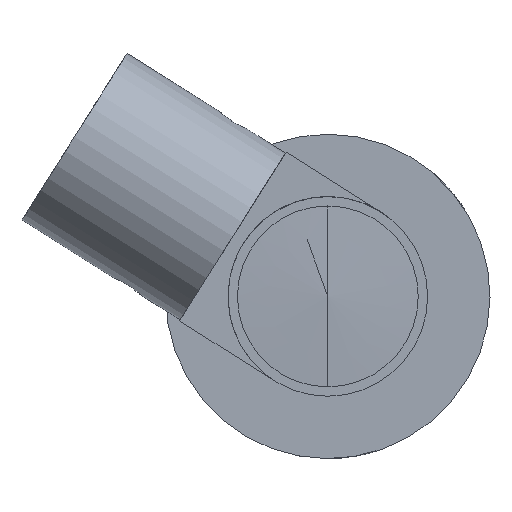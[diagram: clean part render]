
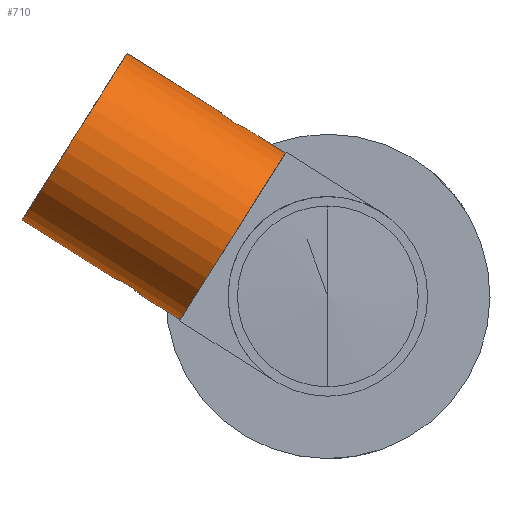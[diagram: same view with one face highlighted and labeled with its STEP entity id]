
A CAD part, left-side view. The second image highlights one B-rep face of the part: STEP entity #710.
In plain terms, the highlighted cylindrical face has radius 7.9 mm (diameter 15.8 mm), a partial arc.
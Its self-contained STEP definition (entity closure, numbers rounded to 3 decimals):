
#72 = CIRCLE ( 'NONE', #2168, 7.9 ) ;
#101 = B_SPLINE_CURVE_WITH_KNOTS ( 'NONE', 3,
 ( #1045, #2663, #2633, #614, #1977, #1271, #2444, #1950, #607, #2181 ),
 .UNSPECIFIED., .F., .F.,
 ( 4, 2, 2, 2, 4 ),
 ( 0.004, 0.004, 0.005, 0.005, 0.006 ),
 .UNSPECIFIED. ) ;
#131 = CARTESIAN_POINT ( 'NONE',  ( 47.56, 17.113, 1.449 ) ) ;
#144 = CARTESIAN_POINT ( 'NONE',  ( 47.56, 3.401, 11.482 ) ) ;
#154 = ORIENTED_EDGE ( 'NONE', *, *, #2603, .T. ) ;
#156 = VERTEX_POINT ( 'NONE', #2539 ) ;
#298 = B_SPLINE_CURVE_WITH_KNOTS ( 'NONE', 3,
 ( #2905, #859, #1344, #2013, #668, #2247, #2481, #1081, #2666, #2280, #1811, #697 ),
 .UNSPECIFIED., .F., .F.,
 ( 4, 2, 2, 2, 2, 4 ),
 ( 0.002, 0.002, 0.002, 0.003, 0.003, 0.004 ),
 .UNSPECIFIED. ) ;
#313 = VERTEX_POINT ( 'NONE', #131 ) ;
#334 = CARTESIAN_POINT ( 'NONE',  ( 47.56, 20.303, 12.798 ) ) ;
#383 = AXIS2_PLACEMENT_3D ( 'NONE', #334, #2363, #1199 ) ;
#389 = CARTESIAN_POINT ( 'NONE',  ( 47.56, 11.826, -1.884 ) ) ;
#397 = EDGE_CURVE ( 'NONE', #2724, #1407, #72, .T. ) ;
#458 = CARTESIAN_POINT ( 'NONE',  ( 47.397, 6.573, 13.482 ) ) ;
#478 = CARTESIAN_POINT ( 'NONE',  ( 46.31, 7.683, 14.065 ) ) ;
#480 = CARTESIAN_POINT ( 'NONE',  ( 46.56, 8.313, 14.505 ) ) ;
#495 = B_SPLINE_CURVE_WITH_KNOTS ( 'NONE', 3,
 ( #920, #1623, #1145, #1852, #2552, #1616, #514, #480, #708, #1371, #928, #2525 ),
 .UNSPECIFIED., .F., .F.,
 ( 4, 2, 2, 2, 2, 4 ),
 ( 0.002, 0.002, 0.002, 0.003, 0.003, 0.004 ),
 .UNSPECIFIED. ) ;
#514 = CARTESIAN_POINT ( 'NONE',  ( 46.793, 8.496, 14.651 ) ) ;
#538 = ORIENTED_EDGE ( 'NONE', *, *, #2769, .F. ) ;
#607 = CARTESIAN_POINT ( 'NONE',  ( 47.397, 17.113, 1.449 ) ) ;
#614 = CARTESIAN_POINT ( 'NONE',  ( 46.468, 16.549, 1.183 ) ) ;
#656 = VECTOR ( 'NONE', #2191, 1000. ) ;
#657 = CARTESIAN_POINT ( 'NONE',  ( 47.56, 11.826, -1.884 ) ) ;
#659 = CARTESIAN_POINT ( 'NONE',  ( 47.56, 11.826, -1.884 ) ) ;
#668 = CARTESIAN_POINT ( 'NONE',  ( 47.157, 15.047, 0.159 ) ) ;
#676 = CARTESIAN_POINT ( 'NONE',  ( 47.56, 6.573, 13.482 ) ) ;
#697 = CARTESIAN_POINT ( 'NONE',  ( 46.31, 16.003, 0.867 ) ) ;
#706 = CARTESIAN_POINT ( 'NONE',  ( 46.31, 7.543, 13.976 ) ) ;
#708 = CARTESIAN_POINT ( 'NONE',  ( 46.468, 8.204, 14.421 ) ) ;
#710 = ADVANCED_FACE ( 'NONE', ( #2285 ), #1903, .T. ) ;
#718 = CARTESIAN_POINT ( 'NONE',  ( 46.31, 7.683, 14.065 ) ) ;
#747 = B_SPLINE_CURVE_WITH_KNOTS ( 'NONE', 3,
 ( #478, #706, #1167, #1354, #1842, #2750, #1397, #1803, #458, #676 ),
 .UNSPECIFIED., .F., .F.,
 ( 4, 2, 2, 2, 4 ),
 ( 0.004, 0.004, 0.005, 0.005, 0.006 ),
 .UNSPECIFIED. ) ;
#759 = ORIENTED_EDGE ( 'NONE', *, *, #2117, .F. ) ;
#859 = CARTESIAN_POINT ( 'NONE',  ( 47.478, 14.999, 0.116 ) ) ;
#876 = VERTEX_POINT ( 'NONE', #1313 ) ;
#890 = EDGE_CURVE ( 'NONE', #2302, #2406, #495, .T. ) ;
#920 = CARTESIAN_POINT ( 'NONE',  ( 47.56, 8.688, 14.815 ) ) ;
#928 = CARTESIAN_POINT ( 'NONE',  ( 46.31, 7.823, 14.153 ) ) ;
#1007 = ORIENTED_EDGE ( 'NONE', *, *, #2925, .F. ) ;
#1008 = DIRECTION ( 'NONE',  ( 0., 0.846, 0.533 ) ) ;
#1045 = CARTESIAN_POINT ( 'NONE',  ( 46.31, 16.003, 0.867 ) ) ;
#1051 = CARTESIAN_POINT ( 'NONE',  ( 47.56, 3.401, 11.482 ) ) ;
#1081 = CARTESIAN_POINT ( 'NONE',  ( 46.56, 15.373, 0.426 ) ) ;
#1083 = VERTEX_POINT ( 'NONE', #2230 ) ;
#1145 = CARTESIAN_POINT ( 'NONE',  ( 47.395, 8.682, 14.81 ) ) ;
#1158 = LINE ( 'NONE', #144, #656 ) ;
#1167 = CARTESIAN_POINT ( 'NONE',  ( 46.343, 7.403, 13.894 ) ) ;
#1199 = DIRECTION ( 'NONE',  ( 0., 0.533, -0.846 ) ) ;
#1232 = EDGE_CURVE ( 'NONE', #313, #2638, #1701, .T. ) ;
#1262 = ORIENTED_EDGE ( 'NONE', *, *, #1232, .F. ) ;
#1271 = CARTESIAN_POINT ( 'NONE',  ( 46.792, 16.882, 1.347 ) ) ;
#1313 = CARTESIAN_POINT ( 'NONE',  ( 46.31, 16.003, 0.867 ) ) ;
#1315 = CARTESIAN_POINT ( 'NONE',  ( 47.56, 8.688, 14.815 ) ) ;
#1344 = CARTESIAN_POINT ( 'NONE',  ( 47.395, 15.005, 0.122 ) ) ;
#1354 = CARTESIAN_POINT ( 'NONE',  ( 46.468, 7.137, 13.749 ) ) ;
#1371 = CARTESIAN_POINT ( 'NONE',  ( 46.343, 7.958, 14.244 ) ) ;
#1397 = CARTESIAN_POINT ( 'NONE',  ( 46.931, 6.719, 13.546 ) ) ;
#1407 = VERTEX_POINT ( 'NONE', #2674 ) ;
#1413 = ORIENTED_EDGE ( 'NONE', *, *, #2122, .T. ) ;
#1534 = DIRECTION ( 'NONE',  ( 0., 0.533, -0.846 ) ) ;
#1616 = CARTESIAN_POINT ( 'NONE',  ( 46.93, 8.567, 14.711 ) ) ;
#1623 = CARTESIAN_POINT ( 'NONE',  ( 47.478, 8.688, 14.815 ) ) ;
#1649 = EDGE_LOOP ( 'NONE', ( #2820, #154, #1007, #2258, #1413, #2914, #1262, #1959, #538, #759 ) ) ;
#1701 = LINE ( 'NONE', #659, #2426 ) ;
#1728 = DIRECTION ( 'NONE',  ( 0., 0.846, 0.533 ) ) ;
#1740 = VECTOR ( 'NONE', #1939, 1000. ) ;
#1783 = LINE ( 'NONE', #389, #2246 ) ;
#1803 = CARTESIAN_POINT ( 'NONE',  ( 47.232, 6.604, 13.495 ) ) ;
#1811 = CARTESIAN_POINT ( 'NONE',  ( 46.31, 15.863, 0.779 ) ) ;
#1842 = CARTESIAN_POINT ( 'NONE',  ( 46.561, 7.013, 13.686 ) ) ;
#1852 = CARTESIAN_POINT ( 'NONE',  ( 47.235, 8.657, 14.789 ) ) ;
#1903 = CYLINDRICAL_SURFACE ( 'NONE', #2830, 7.9 ) ;
#1906 = DIRECTION ( 'NONE',  ( 0., 0.533, -0.846 ) ) ;
#1939 = DIRECTION ( 'NONE',  ( 0., 0.846, 0.533 ) ) ;
#1950 = CARTESIAN_POINT ( 'NONE',  ( 47.232, 17.083, 1.436 ) ) ;
#1959 = ORIENTED_EDGE ( 'NONE', *, *, #2174, .F. ) ;
#1977 = CARTESIAN_POINT ( 'NONE',  ( 46.561, 16.673, 1.246 ) ) ;
#2000 = DIRECTION ( 'NONE',  ( 0., 0.846, 0.533 ) ) ;
#2013 = CARTESIAN_POINT ( 'NONE',  ( 47.235, 15.029, 0.143 ) ) ;
#2117 = EDGE_CURVE ( 'NONE', #2724, #1083, #1783, .T. ) ;
#2122 = EDGE_CURVE ( 'NONE', #2302, #156, #1158, .T. ) ;
#2162 = CARTESIAN_POINT ( 'NONE',  ( 47.56, 24.516, 6.115 ) ) ;
#2168 = AXIS2_PLACEMENT_3D ( 'NONE', #2879, #2000, #1534 ) ;
#2174 = EDGE_CURVE ( 'NONE', #876, #313, #101, .T. ) ;
#2181 = CARTESIAN_POINT ( 'NONE',  ( 47.56, 17.113, 1.449 ) ) ;
#2191 = DIRECTION ( 'NONE',  ( 0., 0.846, 0.533 ) ) ;
#2230 = CARTESIAN_POINT ( 'NONE',  ( 47.56, 14.999, 0.116 ) ) ;
#2236 = DIRECTION ( 'NONE',  ( 0., 0.846, 0.533 ) ) ;
#2246 = VECTOR ( 'NONE', #1728, 1000. ) ;
#2247 = CARTESIAN_POINT ( 'NONE',  ( 46.93, 15.12, 0.22 ) ) ;
#2258 = ORIENTED_EDGE ( 'NONE', *, *, #890, .F. ) ;
#2280 = CARTESIAN_POINT ( 'NONE',  ( 46.343, 15.728, 0.687 ) ) ;
#2285 = FACE_OUTER_BOUND ( 'NONE', #1649, .T. ) ;
#2302 = VERTEX_POINT ( 'NONE', #1315 ) ;
#2363 = DIRECTION ( 'NONE',  ( 0., 0.846, 0.533 ) ) ;
#2406 = VERTEX_POINT ( 'NONE', #718 ) ;
#2412 = VERTEX_POINT ( 'NONE', #2543 ) ;
#2426 = VECTOR ( 'NONE', #2236, 1000. ) ;
#2444 = CARTESIAN_POINT ( 'NONE',  ( 46.931, 16.968, 1.385 ) ) ;
#2481 = CARTESIAN_POINT ( 'NONE',  ( 46.793, 15.19, 0.28 ) ) ;
#2490 = EDGE_CURVE ( 'NONE', #2638, #156, #2739, .T. ) ;
#2525 = CARTESIAN_POINT ( 'NONE',  ( 46.31, 7.683, 14.065 ) ) ;
#2539 = CARTESIAN_POINT ( 'NONE',  ( 47.56, 16.09, 19.481 ) ) ;
#2543 = CARTESIAN_POINT ( 'NONE',  ( 47.56, 6.573, 13.482 ) ) ;
#2552 = CARTESIAN_POINT ( 'NONE',  ( 47.157, 8.639, 14.773 ) ) ;
#2603 = EDGE_CURVE ( 'NONE', #1407, #2412, #2709, .T. ) ;
#2633 = CARTESIAN_POINT ( 'NONE',  ( 46.343, 16.283, 1.037 ) ) ;
#2638 = VERTEX_POINT ( 'NONE', #2162 ) ;
#2663 = CARTESIAN_POINT ( 'NONE',  ( 46.31, 16.143, 0.955 ) ) ;
#2666 = CARTESIAN_POINT ( 'NONE',  ( 46.468, 15.483, 0.511 ) ) ;
#2674 = CARTESIAN_POINT ( 'NONE',  ( 47.56, 3.401, 11.482 ) ) ;
#2709 = LINE ( 'NONE', #1051, #1740 ) ;
#2724 = VERTEX_POINT ( 'NONE', #657 ) ;
#2739 = CIRCLE ( 'NONE', #383, 7.9 ) ;
#2750 = CARTESIAN_POINT ( 'NONE',  ( 46.792, 6.805, 13.585 ) ) ;
#2769 = EDGE_CURVE ( 'NONE', #1083, #876, #298, .T. ) ;
#2820 = ORIENTED_EDGE ( 'NONE', *, *, #397, .T. ) ;
#2826 = CARTESIAN_POINT ( 'NONE',  ( 47.56, 7.614, 4.799 ) ) ;
#2830 = AXIS2_PLACEMENT_3D ( 'NONE', #2826, #1008, #1906 ) ;
#2879 = CARTESIAN_POINT ( 'NONE',  ( 47.56, 7.614, 4.799 ) ) ;
#2905 = CARTESIAN_POINT ( 'NONE',  ( 47.56, 14.999, 0.116 ) ) ;
#2914 = ORIENTED_EDGE ( 'NONE', *, *, #2490, .F. ) ;
#2925 = EDGE_CURVE ( 'NONE', #2406, #2412, #747, .T. ) ;
